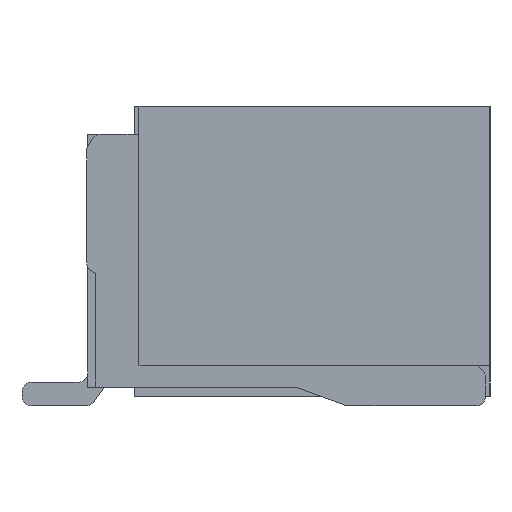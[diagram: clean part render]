
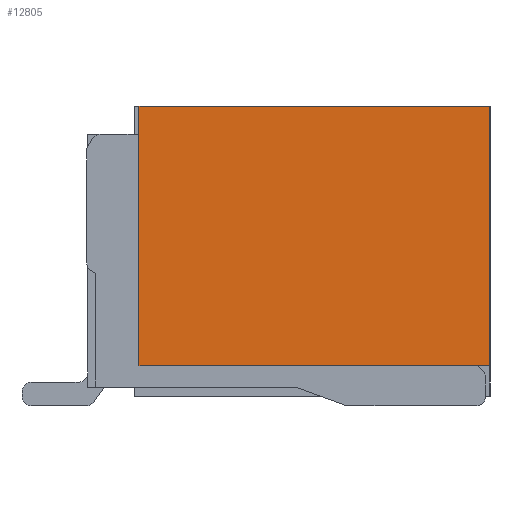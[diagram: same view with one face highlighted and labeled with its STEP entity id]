
A CAD part, left-side view. The second image highlights one B-rep face of the part: STEP entity #12805.
In plain terms, the highlighted planar face has unit normal (-1, 0, 0).
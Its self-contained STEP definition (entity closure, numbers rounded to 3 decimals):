
#696=FACE_OUTER_BOUND('',#1394,.T.);
#1394=EDGE_LOOP('',(#8499,#8500,#8501,#8502));
#2359=LINE('',#18383,#3804);
#2362=LINE('',#18388,#3807);
#2377=LINE('',#18418,#3822);
#2378=LINE('',#18419,#3823);
#3804=VECTOR('',#14843,1.);
#3807=VECTOR('',#14848,1.);
#3822=VECTOR('',#14865,1.);
#3823=VECTOR('',#14866,1.);
#5298=VERTEX_POINT('',#18380);
#5299=VERTEX_POINT('',#18382);
#5300=VERTEX_POINT('',#18387);
#5314=VERTEX_POINT('',#18417);
#6537=EDGE_CURVE('',#5299,#5298,#2359,.T.);
#6540=EDGE_CURVE('',#5299,#5300,#2362,.T.);
#6555=EDGE_CURVE('',#5314,#5298,#2377,.T.);
#6556=EDGE_CURVE('',#5300,#5314,#2378,.T.);
#8499=ORIENTED_EDGE('',*,*,#6537,.T.);
#8500=ORIENTED_EDGE('',*,*,#6555,.F.);
#8501=ORIENTED_EDGE('',*,*,#6556,.F.);
#8502=ORIENTED_EDGE('',*,*,#6540,.F.);
#11602=PLANE('',#13563);
#12805=ADVANCED_FACE('',(#696),#11602,.F.);
#13563=AXIS2_PLACEMENT_3D('',#18416,#14863,#14864);
#14843=DIRECTION('',(0.,1.,0.));
#14848=DIRECTION('',(0.,0.,-1.));
#14863=DIRECTION('center_axis',(1.,0.,0.));
#14864=DIRECTION('ref_axis',(0.,1.,0.));
#14865=DIRECTION('',(0.,0.,1.));
#14866=DIRECTION('',(0.,1.,0.));
#18380=CARTESIAN_POINT('',(-6.18,0.95,3.2));
#18382=CARTESIAN_POINT('',(-6.18,-2.8,3.2));
#18383=CARTESIAN_POINT('',(-6.18,-2.8,3.2));
#18387=CARTESIAN_POINT('',(-6.18,-2.8,0.43));
#18388=CARTESIAN_POINT('',(-6.18,-2.8,3.2));
#18416=CARTESIAN_POINT('Origin',(-6.18,-2.8,3.2));
#18417=CARTESIAN_POINT('',(-6.18,0.95,0.43));
#18418=CARTESIAN_POINT('',(-6.18,0.95,0.43));
#18419=CARTESIAN_POINT('',(-6.18,-2.8,0.43));
